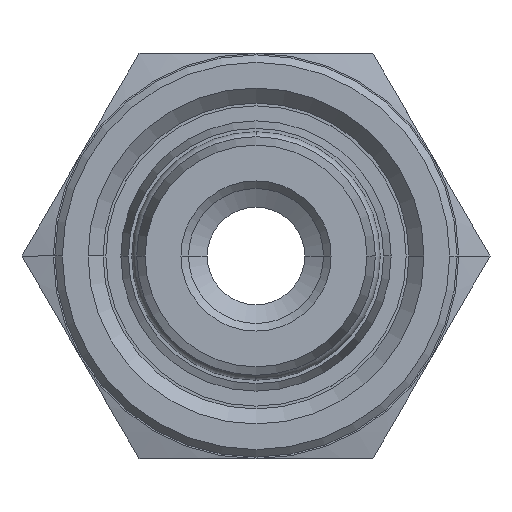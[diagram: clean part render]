
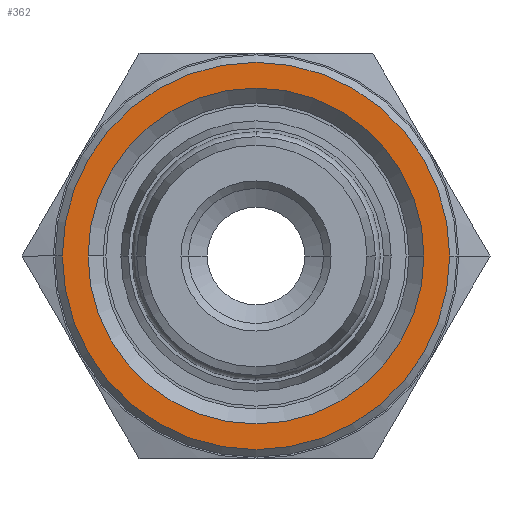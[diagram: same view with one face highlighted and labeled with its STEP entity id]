
A CAD part, left-side view. The second image highlights one B-rep face of the part: STEP entity #362.
In plain terms, the highlighted planar face has unit normal (-1, 0, 0).
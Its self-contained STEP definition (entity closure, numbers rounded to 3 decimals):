
#362 = ADVANCED_FACE( '', ( #772, #773 ), #774, .T. );
#772 = FACE_BOUND( '', #1195, .T. );
#773 = FACE_OUTER_BOUND( '', #1196, .T. );
#774 = PLANE( '', #1197 );
#1195 = EDGE_LOOP( '', ( #2658, #2659 ) );
#1196 = EDGE_LOOP( '', ( #2660, #2661 ) );
#1197 = AXIS2_PLACEMENT_3D( '', #2662, #2663, #2664 );
#2658 = ORIENTED_EDGE( '', *, *, #3035, .T. );
#2659 = ORIENTED_EDGE( '', *, *, #3188, .T. );
#2660 = ORIENTED_EDGE( '', *, *, #3023, .F. );
#2661 = ORIENTED_EDGE( '', *, *, #3193, .F. );
#2662 = CARTESIAN_POINT( '', ( -20.7, -6.45, 0. ) );
#2663 = DIRECTION( '', ( -1., 0., 0. ) );
#2664 = DIRECTION( '', ( 0., 1., 0. ) );
#3023 = EDGE_CURVE( '', #3660, #3662, #3663, .T. );
#3035 = EDGE_CURVE( '', #3681, #3683, #3685, .T. );
#3188 = EDGE_CURVE( '', #3683, #3681, #3934, .T. );
#3193 = EDGE_CURVE( '', #3662, #3660, #3939, .T. );
#3660 = VERTEX_POINT( '', #4766 );
#3662 = VERTEX_POINT( '', #4769 );
#3663 = CIRCLE( '', #4770, 12.9 );
#3681 = VERTEX_POINT( '', #4793 );
#3683 = VERTEX_POINT( '', #4796 );
#3685 = CIRCLE( '', #4799, 11.188 );
#3934 = CIRCLE( '', #5360, 11.188 );
#3939 = CIRCLE( '', #5365, 12.9 );
#4766 = CARTESIAN_POINT( '', ( -20.7, -12.9, 0. ) );
#4769 = CARTESIAN_POINT( '', ( -20.7, 12.9, 0. ) );
#4770 = AXIS2_PLACEMENT_3D( '', #5881, #5882, #5883 );
#4793 = CARTESIAN_POINT( '', ( -20.7, -11.188, 0. ) );
#4796 = CARTESIAN_POINT( '', ( -20.7, 11.188, 0. ) );
#4799 = AXIS2_PLACEMENT_3D( '', #5903, #5904, #5905 );
#5360 = AXIS2_PLACEMENT_3D( '', #6098, #6099, #6100 );
#5365 = AXIS2_PLACEMENT_3D( '', #6113, #6114, #6115 );
#5881 = CARTESIAN_POINT( '', ( -20.7, 0., 0. ) );
#5882 = DIRECTION( '', ( 1., 0., 0. ) );
#5883 = DIRECTION( '', ( 0., -1., 0. ) );
#5903 = CARTESIAN_POINT( '', ( -20.7, 0., 0. ) );
#5904 = DIRECTION( '', ( 1., 0., 0. ) );
#5905 = DIRECTION( '', ( 0., -1., 0. ) );
#6098 = CARTESIAN_POINT( '', ( -20.7, 0., 0. ) );
#6099 = DIRECTION( '', ( 1., 0., 0. ) );
#6100 = DIRECTION( '', ( 0., -1., 0. ) );
#6113 = CARTESIAN_POINT( '', ( -20.7, 0., 0. ) );
#6114 = DIRECTION( '', ( 1., 0., 0. ) );
#6115 = DIRECTION( '', ( 0., -1., 0. ) );
